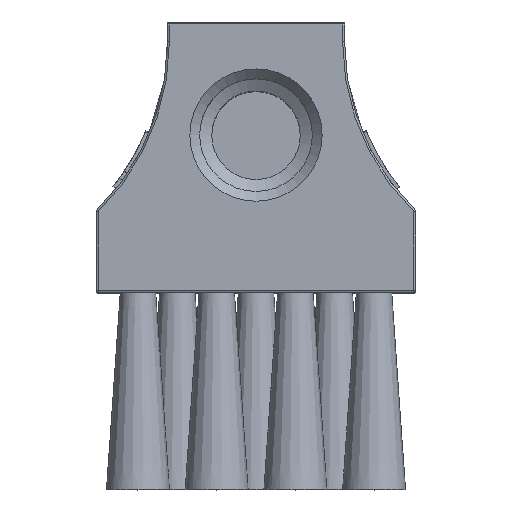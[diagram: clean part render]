
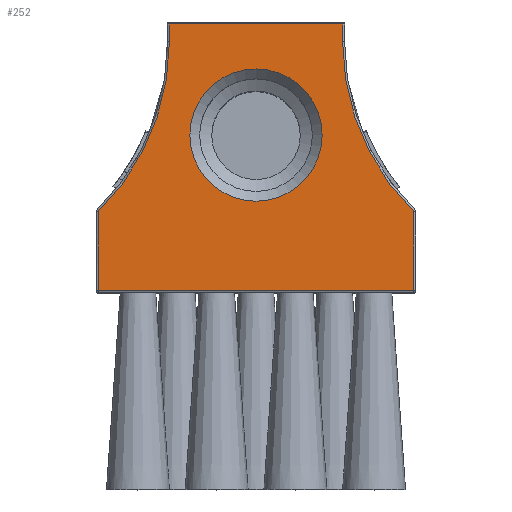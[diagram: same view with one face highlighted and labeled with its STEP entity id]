
A CAD part, top view. The second image highlights one B-rep face of the part: STEP entity #252.
In plain terms, the highlighted planar face has unit normal (0, 0, 1).
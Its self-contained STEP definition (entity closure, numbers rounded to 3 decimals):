
#123=CARTESIAN_POINT('',(6.723,-11.5,57.75));
#124=VERTEX_POINT('',#123);
#125=CARTESIAN_POINT('',(0.,-11.5,57.75));
#126=DIRECTION('',(0.0,0.0,1.0));
#127=DIRECTION('',(-1.0,0.0,0.0));
#128=AXIS2_PLACEMENT_3D('',#125,#126,#127);
#129=CIRCLE('',#128,6.723);
#130=EDGE_CURVE('',#124,#124,#129,.T.);
#176=CARTESIAN_POINT('',(5.322,-13.846,57.75));
#177=DIRECTION('',(0.0,0.0,1.0));
#178=DIRECTION('',(1.0,0.0,0.0));
#179=AXIS2_PLACEMENT_3D('',#176,#177,#178);
#180=PLANE('',#179);
#181=CARTESIAN_POINT('',(-8.8,-2.,57.75));
#182=VERTEX_POINT('',#181);
#183=CARTESIAN_POINT('',(-8.8,-0.2,57.75));
#184=VERTEX_POINT('',#183);
#185=CARTESIAN_POINT('',(-8.8,-2.,57.75));
#186=DIRECTION('',(0.0,1.0,0.0));
#187=VECTOR('',#186,1.8);
#188=LINE('',#185,#187);
#189=EDGE_CURVE('',#182,#184,#188,.T.);
#190=ORIENTED_EDGE('',*,*,#189,.F.);
#191=CARTESIAN_POINT('',(-16.05,-19.272,57.75));
#192=VERTEX_POINT('',#191);
#193=CARTESIAN_POINT('',(-33.,-2.,57.75));
#194=DIRECTION('',(0.0,0.0,1.0));
#195=DIRECTION('',(0.921,-0.389,0.0));
#196=AXIS2_PLACEMENT_3D('',#193,#194,#195);
#197=CIRCLE('',#196,24.2);
#198=EDGE_CURVE('',#192,#182,#197,.T.);
#199=ORIENTED_EDGE('',*,*,#198,.F.);
#200=CARTESIAN_POINT('',(-16.05,-27.3,57.75));
#201=VERTEX_POINT('',#200);
#202=CARTESIAN_POINT('',(-16.05,-27.3,57.75));
#203=DIRECTION('',(0.0,1.0,0.0));
#204=VECTOR('',#203,8.028);
#205=LINE('',#202,#204);
#206=EDGE_CURVE('',#201,#192,#205,.T.);
#207=ORIENTED_EDGE('',*,*,#206,.F.);
#208=CARTESIAN_POINT('',(16.05,-27.3,57.75));
#209=VERTEX_POINT('',#208);
#210=CARTESIAN_POINT('',(16.05,-27.3,57.75));
#211=DIRECTION('',(-1.0,0.0,0.0));
#212=VECTOR('',#211,32.1);
#213=LINE('',#210,#212);
#214=EDGE_CURVE('',#209,#201,#213,.T.);
#215=ORIENTED_EDGE('',*,*,#214,.F.);
#216=CARTESIAN_POINT('',(16.05,-19.272,57.75));
#217=VERTEX_POINT('',#216);
#218=CARTESIAN_POINT('',(16.05,-19.272,57.75));
#219=DIRECTION('',(0.0,-1.0,0.0));
#220=VECTOR('',#219,8.028);
#221=LINE('',#218,#220);
#222=EDGE_CURVE('',#217,#209,#221,.T.);
#223=ORIENTED_EDGE('',*,*,#222,.F.);
#224=CARTESIAN_POINT('',(8.8,-2.,57.75));
#225=VERTEX_POINT('',#224);
#226=CARTESIAN_POINT('',(33.,-2.,57.75));
#227=DIRECTION('',(0.0,0.0,1.));
#228=DIRECTION('',(-0.921,-0.389,0.0));
#229=AXIS2_PLACEMENT_3D('',#226,#227,#228);
#230=CIRCLE('',#229,24.2);
#231=EDGE_CURVE('',#225,#217,#230,.T.);
#232=ORIENTED_EDGE('',*,*,#231,.F.);
#233=CARTESIAN_POINT('',(8.8,-0.2,57.75));
#234=VERTEX_POINT('',#233);
#235=CARTESIAN_POINT('',(8.8,-0.2,57.75));
#236=DIRECTION('',(0.0,-1.0,0.0));
#237=VECTOR('',#236,1.8);
#238=LINE('',#235,#237);
#239=EDGE_CURVE('',#234,#225,#238,.T.);
#240=ORIENTED_EDGE('',*,*,#239,.F.);
#241=CARTESIAN_POINT('',(-8.8,-0.2,57.75));
#242=DIRECTION('',(1.0,0.0,0.0));
#243=VECTOR('',#242,17.6);
#244=LINE('',#241,#243);
#245=EDGE_CURVE('',#184,#234,#244,.T.);
#246=ORIENTED_EDGE('',*,*,#245,.F.);
#247=EDGE_LOOP('',(#190,#199,#207,#215,#223,#232,#240,#246));
#248=FACE_OUTER_BOUND('',#247,.T.);
#249=ORIENTED_EDGE('',*,*,#130,.F.);
#250=EDGE_LOOP('',(#249));
#251=FACE_BOUND('',#250,.T.);
#252=ADVANCED_FACE('',(#248,#251),#180,.T.);
